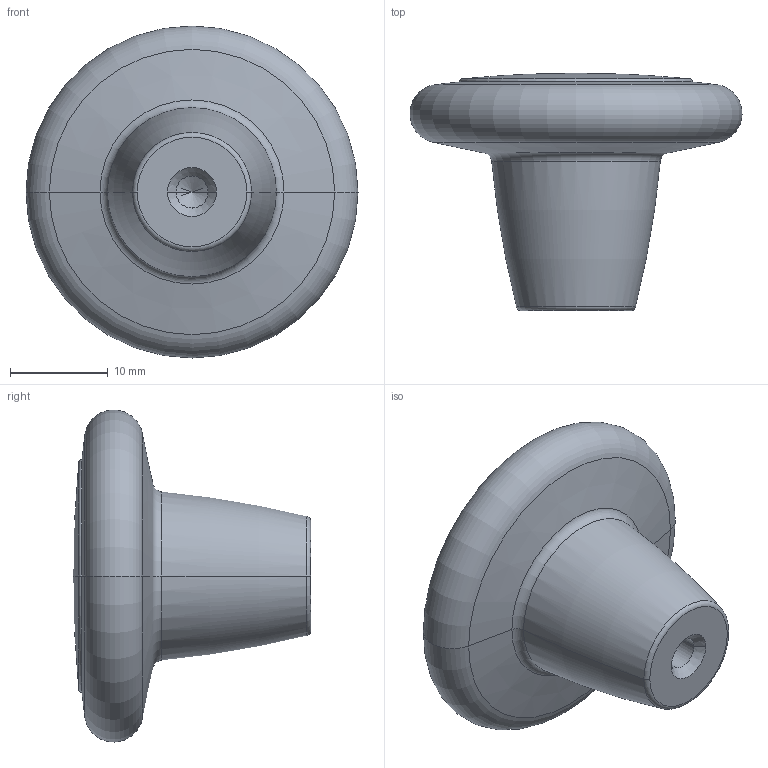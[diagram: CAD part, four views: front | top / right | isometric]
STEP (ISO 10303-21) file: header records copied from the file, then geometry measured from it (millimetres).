
FILE_DESCRIPTION(('Creo Elements/Direct Modeling STEP Export'),'2;1');
FILE_NAME('939-34.stp','2021-09-16T10:43:39',(''),(''),'Creo Elements/Direct Modeling STEP processor for AP214 (Solid Model)','Creo Elements/Direct Modeling 20.0 12-Nov-2016 (C) Parametric Technology GmbH','');
FILE_SCHEMA(('AUTOMOTIVE_DESIGN { 1 0 10303 214 1 1 1 1 }'));
Length unit declared in the file: millimetre
Products named in the file (3): Knopf; Einlage; 939-34
Assembly tree (2 placements, depth 2):
  939-34
    Einlage
    Knopf
Bounding box: 34 x 24.3 x 34 mm (x, y, z)
Volume: 8718.5 mm3; surface area: 4335.7 mm2
Topology: 2 solids, 2 shells, 34 faces, 68 edges, 36 vertices
Faces by surface type: torus 12, cylinder 8, cone 6, plane 4, sphere 4
Entity records: 854 total; most frequent: DIRECTION 150, ORIENTED_EDGE 128, CARTESIAN_POINT 118, AXIS2_PLACEMENT_3D 68, EDGE_CURVE 64, VERTEX_POINT 36, EDGE_LOOP 36, FACE_OUTER_BOUND 34
